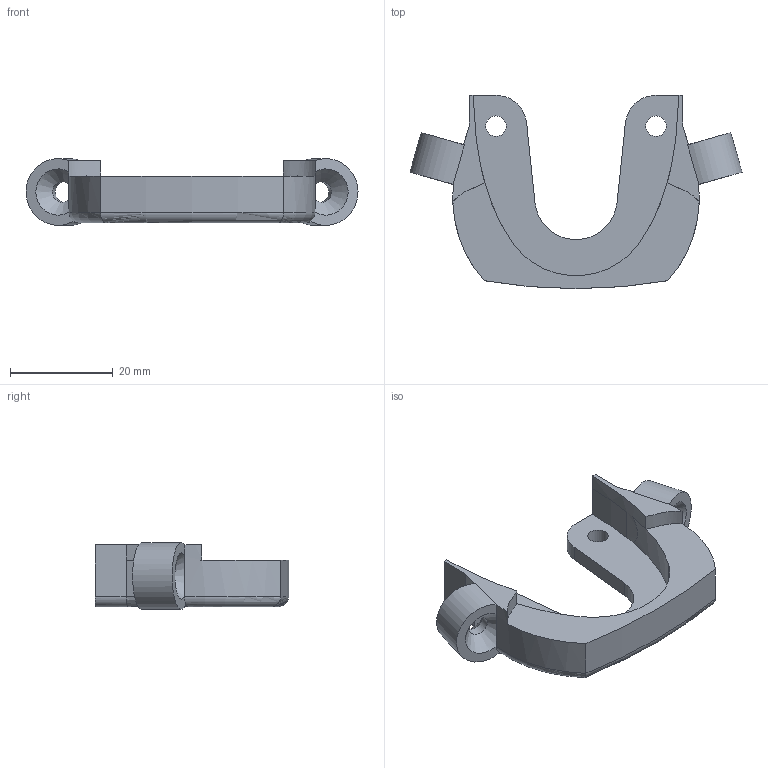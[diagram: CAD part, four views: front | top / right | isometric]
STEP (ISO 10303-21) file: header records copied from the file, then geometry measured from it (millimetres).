
FILE_DESCRIPTION(/* description */ ('STEP AP214'),/* implementation_level */ '2;1');
FILE_NAME(/* name */ '683c51b04258294a187f42ac',/* time_stamp */ '2025-06-01T13:12:17Z',/* author */ (''),/* organization */ (''),/* preprocessor_version */ 'ST-DEVELOPER v20',/* originating_system */ 'ONSHAPE BY PTC INC, 1.198',/* authorisation */ ' ');
FILE_SCHEMA (('AUTOMOTIVE_DESIGN {1 0 10303 214 3 1 1}'));
Length unit declared in the file: metre
Products named in the file (1): Distal_Wrist_09
Bounding box: 64.68 x 37.66 x 13 mm (x, y, z)
Volume: 7724.7 mm3; surface area: 5151.5 mm2
Topology: 1 solids, 1 shells, 59 faces, 169 edges, 108 vertices
Faces by surface type: plane 21, cylinder 17, bspline 14, cone 4, torus 3
Full cylindrical faces by diameter (mm): 4 x4
Entity records: 2090 total; most frequent: CARTESIAN_POINT 661, ORIENTED_EDGE 314, DIRECTION 244, EDGE_CURVE 157, VERTEX_POINT 106, AXIS2_PLACEMENT_3D 89, FACE_BOUND 73, EDGE_LOOP 71
